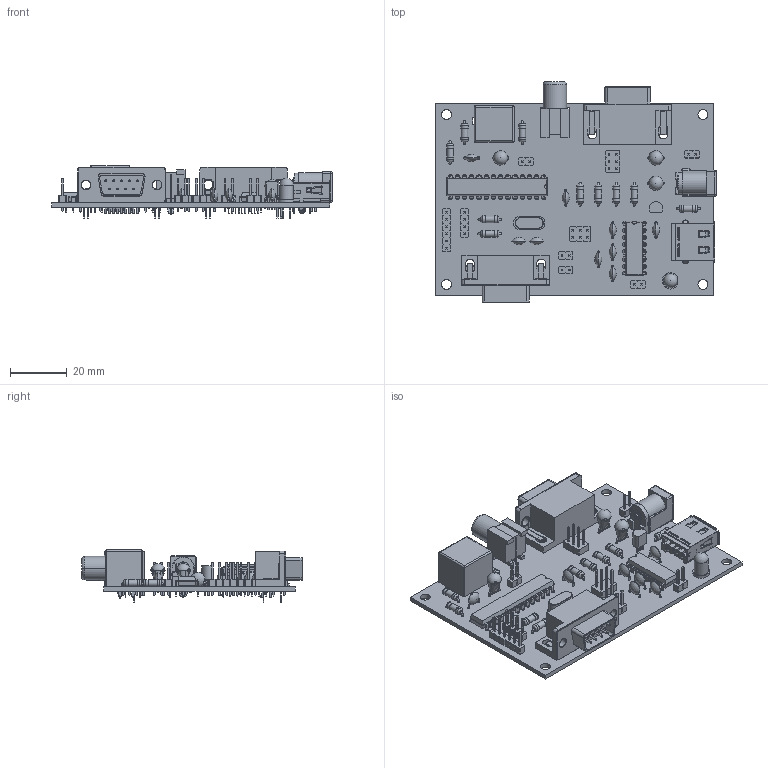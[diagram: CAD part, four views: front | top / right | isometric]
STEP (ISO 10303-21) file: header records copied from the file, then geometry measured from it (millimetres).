
FILE_DESCRIPTION(('KiCad electronic assembly'),'2;1');
FILE_NAME('Graham Video Terminal.step','2020-10-05T18:36:03',( 'An Author'),('A Company'),'Open CASCADE STEP processor 6.9', 'KiCad to STEP converter','Unknown');
FILE_SCHEMA(('AUTOMOTIVE_DESIGN { 1 0 10303 214 1 1 1 1 }'));
Length unit declared in the file: millimetre
Products named in the file (47): Open CASCADE STEP translator 6.9 1; R_Axial_DIN0207_L6.3mm_D2.5mm_P7.62mm_Horizontal; SOLID; C_Disc_D5.0mm_W2.5mm_P2.50mm; PinHeader_2x03_P2.54mm_Vertical; 676430910; COMPOUND; CUI_DEVICES_RCJ-042; DIP-16_W7.62mm; PinHeader_1x02_P2.54mm_Vertical; DSUB-9_Male_Horizontal_P2.77x2.84mm_EdgePinOffset4.94mm_Housed_
MountingHolesOffset7.48mm; C_Disc_D5.0mm_W2.5mm_P5.00mm; CP_Radial_Tantal_D5.0mm_P5.00mm; PinHeader_1x04_P2.54mm_Vertical; Power_Barrel_Connector_Jack_694106301002; Mini-DIN-6P; DSUB-15-HD_Female_Horizontal_P2.29x1.98mm_EdgePinOffset8.35mm_Housed_
MountingHolesOffset10.89mm; PinHeader_1x06_P2.54mm_Vertical; LED_D5.0mm; DIP-28_W7.62mm; TO-92_Inline; Crystal_HC49-4H_Vertical
Assembly tree (69 placements, depth 3):
  Open CASCADE STEP translator 6.9 1
    R_Axial_DIN0207_L6.3mm_D2.5mm_P7.62mm_Horizontal  x10
      SOLID
    C_Disc_D5.0mm_W2.5mm_P2.50mm  x2
      SOLID
    PinHeader_2x03_P2.54mm_Vertical  x2
      SOLID
    676430910
      COMPOUND
    CUI_DEVICES_RCJ-042
      SOLID
    DIP-16_W7.62mm
      SOLID
    PinHeader_1x02_P2.54mm_Vertical  x5
      SOLID
    DSUB-9_Male_Horizontal_P2.77x2.84mm_EdgePinOffset4.94mm_Housed_
MountingHolesOffset7.48mm
      SOLID
    C_Disc_D5.0mm_W2.5mm_P5.00mm  x7
      SOLID
    CP_Radial_Tantal_D5.0mm_P5.00mm  x3
      SOLID
    PinHeader_1x04_P2.54mm_Vertical
      SOLID
    Power_Barrel_Connector_Jack_694106301002
      COMPOUND
    Mini-DIN-6P
      SOLID
      SOLID
      SOLID
      SOLID
      SOLID
      SOLID
      SOLID
      SOLID
    DSUB-15-HD_Female_Horizontal_P2.29x1.98mm_EdgePinOffset8.35mm_Housed_
MountingHolesOffset10.89mm
      SOLID
    PinHeader_1x06_P2.54mm_Vertical
      SOLID
    LED_D5.0mm
      SOLID
    DIP-28_W7.62mm
      SOLID
    TO-92_Inline
      SOLID
    Crystal_HC49-4H_Vertical
      SOLID
    COMPOUND
Bounding box: 98.7 x 77.49 x 18.5 mm (x, y, z)
Volume: 26329.2 mm3; surface area: 31878.2 mm2
Topology: 52 solids, 54 shells, 4075 faces, 10206 edges, 6374 vertices
Faces by surface type: plane 2463, cylinder 1047, torus 211, bspline 182, sphere 101, revolution 43, cone 28
Full cylindrical faces by diameter (mm): 0.3 x15, 0.5 x46, 0.6 x20, 0.64 x27, 0.75 x3, 0.8 x68, 0.9 x2, 0.95 x4, 0.991 x28, 1 x62, 1.2 x15, 1.5 x3, 1.8 x1, 2 x2, 2.1 x2, 2.25 x10, 2.3 x2, 2.5 x20, 3.2 x6, 3.3 x2, 3.5 x4, 4 x2, 4.1 x2, 4.9 x1, 6.4 x1, 8.8 x1, 9.2 x1
Entity records: 274314 total; most frequent: CARTESIAN_POINT 83175, DIRECTION 31937, LINE 20395, VECTOR 20395, ORIENTED_EDGE 17264, PCURVE 17264, DEFINITIONAL_REPRESENTATION 17264, EDGE_CURVE 8632
